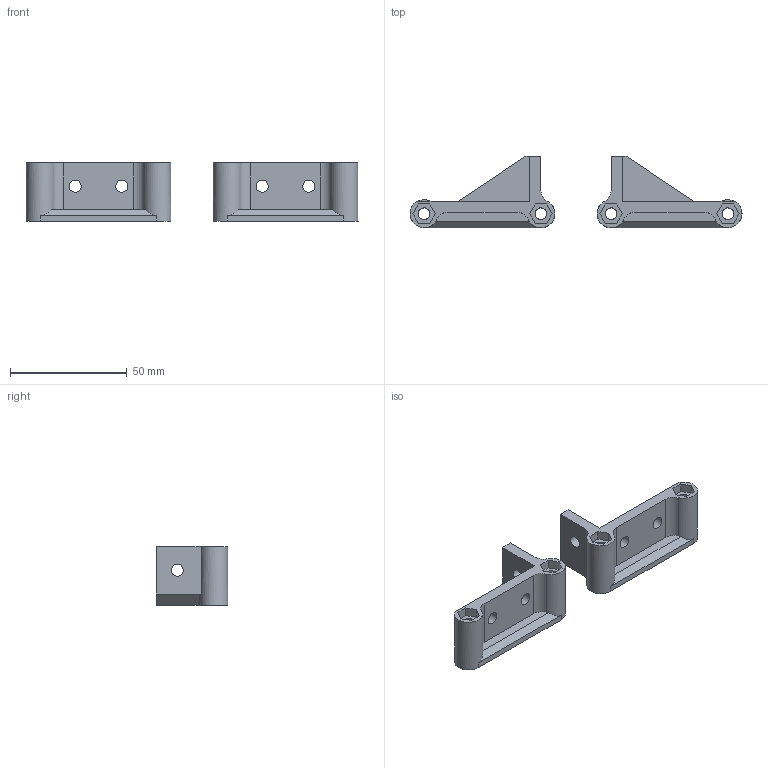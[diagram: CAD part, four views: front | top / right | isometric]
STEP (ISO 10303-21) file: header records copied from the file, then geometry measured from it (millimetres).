
FILE_DESCRIPTION(/* description */ (''),/* implementation_level */ '2;1');
FILE_NAME(/* name */ 'C-Bot Z Bar End V1.stp',/* time_stamp */ '2015-10-19T19:13:32+01:00',/* author */ (''),/* organization */ (''),/* preprocessor_version */ 'ST-DEVELOPER v15.2',/* originating_system */ 'Autodesk Translator Framework v2.0.0.5431',/* authorisation */ '');
FILE_SCHEMA (('AUTOMOTIVE_DESIGN { 1 0 10303 214 3 1 1 }'));
Length unit declared in the file: centimetre
Products named in the file (1): C-Bot Z Bar End V1
Bounding box: 142 x 30.6 x 25 mm (x, y, z)
Volume: 27883.6 mm3; surface area: 14866.9 mm2
Topology: 2 solids, 2 shells, 76 faces, 208 edges, 140 vertices
Faces by surface type: plane 54, cylinder 22
Full cylindrical faces by diameter (mm): 5 x4, 5.2 x6
Entity records: 2381 total; most frequent: CARTESIAN_POINT 407, DIRECTION 402, ORIENTED_EDGE 388, EDGE_CURVE 194, LINE 140, VECTOR 140, VERTEX_POINT 136, AXIS2_PLACEMENT_3D 131
